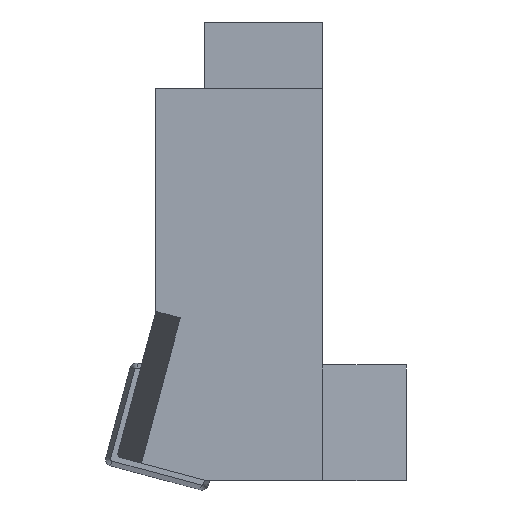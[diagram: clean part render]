
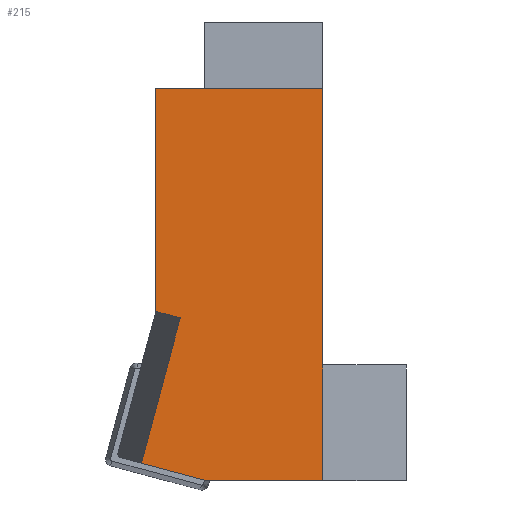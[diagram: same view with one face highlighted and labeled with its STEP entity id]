
A CAD part, front view. The second image highlights one B-rep face of the part: STEP entity #215.
In plain terms, the highlighted planar face has unit normal (0, -1, 0).
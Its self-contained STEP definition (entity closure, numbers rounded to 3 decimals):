
#215=ADVANCED_FACE('',(#311),#267,.F.);
#267=PLANE('',#1179);
#311=FACE_OUTER_BOUND('',#366,.T.);
#366=EDGE_LOOP('',(#507,#508,#509,#510,#511,#512,#513,#514));
#507=ORIENTED_EDGE('',*,*,#821,.T.);
#508=ORIENTED_EDGE('',*,*,#822,.T.);
#509=ORIENTED_EDGE('',*,*,#823,.F.);
#510=ORIENTED_EDGE('',*,*,#824,.F.);
#511=ORIENTED_EDGE('',*,*,#825,.F.);
#512=ORIENTED_EDGE('',*,*,#826,.F.);
#513=ORIENTED_EDGE('',*,*,#778,.F.);
#514=ORIENTED_EDGE('',*,*,#786,.F.);
#689=VERTEX_POINT('',#1580);
#690=VERTEX_POINT('',#1582);
#696=VERTEX_POINT('',#1596);
#717=VERTEX_POINT('',#1691);
#718=VERTEX_POINT('',#1693);
#719=VERTEX_POINT('',#1695);
#720=VERTEX_POINT('',#1697);
#721=VERTEX_POINT('',#1699);
#778=EDGE_CURVE('',#689,#690,#906,.T.);
#786=EDGE_CURVE('',#696,#689,#914,.T.);
#821=EDGE_CURVE('',#696,#717,#931,.T.);
#822=EDGE_CURVE('',#717,#718,#932,.T.);
#823=EDGE_CURVE('',#719,#718,#933,.T.);
#824=EDGE_CURVE('',#720,#719,#934,.T.);
#825=EDGE_CURVE('',#721,#720,#935,.T.);
#826=EDGE_CURVE('',#690,#721,#936,.T.);
#906=LINE('',#1581,#997);
#914=LINE('',#1597,#1005);
#931=LINE('',#1690,#1022);
#932=LINE('',#1692,#1023);
#933=LINE('',#1694,#1024);
#934=LINE('',#1696,#1025);
#935=LINE('',#1698,#1026);
#936=LINE('',#1700,#1027);
#997=VECTOR('',#1271,1.);
#1005=VECTOR('',#1281,1.);
#1022=VECTOR('',#1362,1.);
#1023=VECTOR('',#1363,1.);
#1024=VECTOR('',#1364,1.);
#1025=VECTOR('',#1365,1.);
#1026=VECTOR('',#1366,1.);
#1027=VECTOR('',#1367,1.);
#1179=AXIS2_PLACEMENT_3D('',#1701,#1368,#1369);
#1271=DIRECTION('',(-0.966,0.,0.259));
#1281=DIRECTION('',(-1.,0.,0.));
#1362=DIRECTION('',(0.,0.,1.));
#1363=DIRECTION('',(0.,0.,1.));
#1364=DIRECTION('',(1.,0.,0.));
#1365=DIRECTION('',(0.,0.,1.));
#1366=DIRECTION('',(-0.966,0.,0.259));
#1367=DIRECTION('',(0.259,0.,0.966));
#1368=DIRECTION('',(0.,1.,0.));
#1369=DIRECTION('',(0.,0.,-1.));
#1580=CARTESIAN_POINT('',(-13.818,0.,-55.));
#1581=CARTESIAN_POINT('',(-38.934,0.,-48.27));
#1582=CARTESIAN_POINT('',(-21.745,0.,-52.876));
#1596=CARTESIAN_POINT('',(0.,0.,-55.));
#1597=CARTESIAN_POINT('',(10.,0.,-55.));
#1690=CARTESIAN_POINT('',(0.,0.,0.));
#1691=CARTESIAN_POINT('',(0.,0.,-41.1));
#1692=CARTESIAN_POINT('',(0.,0.,0.));
#1693=CARTESIAN_POINT('',(0.,0.,-8.));
#1694=CARTESIAN_POINT('',(-26.,0.,-8.));
#1695=CARTESIAN_POINT('',(-20.,0.,-8.));
#1696=CARTESIAN_POINT('',(-20.,0.,0.));
#1697=CARTESIAN_POINT('',(-20.,0.,-34.685));
#1698=CARTESIAN_POINT('',(-34.269,0.,-30.861));
#1699=CARTESIAN_POINT('',(-17.08,0.,-35.467));
#1700=CARTESIAN_POINT('',(-8.811,0.,-4.606));
#1701=CARTESIAN_POINT('',(-26.,0.,0.));
